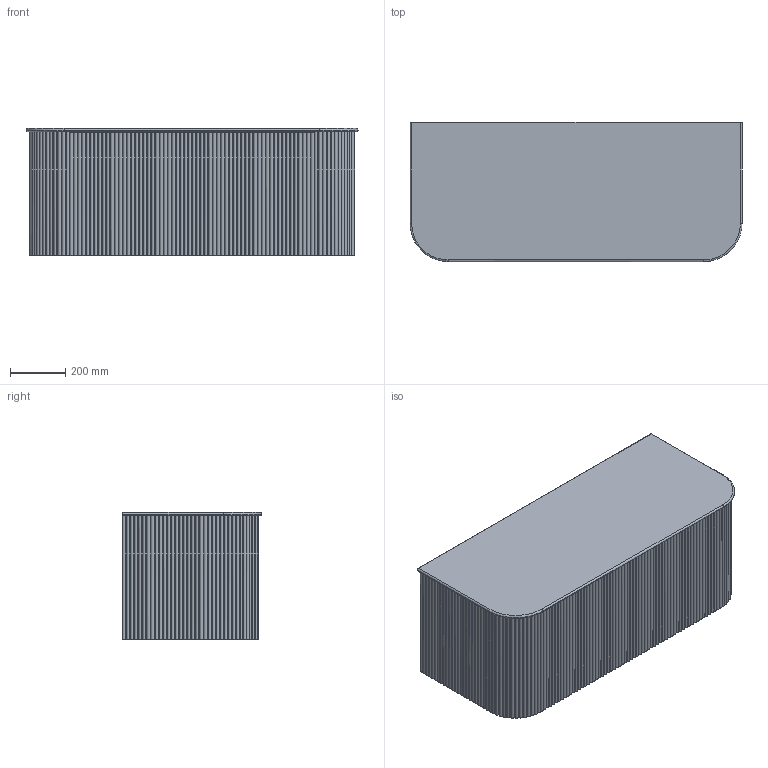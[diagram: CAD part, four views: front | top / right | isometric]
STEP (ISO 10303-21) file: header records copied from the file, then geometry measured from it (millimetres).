
FILE_DESCRIPTION(/* description */ (''),/* implementation_level */ '2;1');
FILE_NAME(/* name */ 'Kado Neue Fluted Double Curve 1200 (12MM)',/* time_stamp */ '2025-07-09T15:05:33+10:00',/* author */ (''),/* organization */ (''),/* preprocessor_version */ 'ST-DEVELOPER v16.5',/* originating_system */ '',/* authorisation */ '');
FILE_SCHEMA (('AUTOMOTIVE_DESIGN'));
Length unit declared in the file: millimetre
Products named in the file (12): Document; Kado Neue Fluted Double Curve 1200 (12MM); Kado Neue Fluted Double Curve ALL BENCHTOPS; Kado Neue Fluted Double Curve Benchtop (12MM) ALL; Kado Neue Fluted Double Curve 1200 Benchtop (12MM)2; Kado Neue Fluted Double Curve 1200 Benchtop (12MM); Kado Neue Fluted Double Curve ALL; Kado Neue Fluted Double Curve 1200; Kado Neue Fluted Panel 4431; Kado Neue Fluted Panel 443; Kado Neue Fluted End; Kado Neue Fluted Carcass 1200
Assembly tree (13 placements, depth 6):
  Document
    Kado Neue Fluted Double Curve 1200 (12MM)
      Kado Neue Fluted Double Curve ALL BENCHTOPS
        Kado Neue Fluted Double Curve Benchtop (12MM) ALL
          Kado Neue Fluted Double Curve 1200 Benchtop (12MM)2
            Kado Neue Fluted Double Curve 1200 Benchtop (12MM)
      Kado Neue Fluted Double Curve ALL
        Kado Neue Fluted Double Curve 1200
          Kado Neue Fluted Panel 4431  x2
            Kado Neue Fluted Panel 443
          Kado Neue Fluted End  x2
          Kado Neue Fluted Carcass 1200
Bounding box: 1207 x 506.05 x 462 mm (x, y, z)
Volume: 95621614.4 mm3; surface area: 7445281.3 mm2
Topology: 12 solids, 12 shells, 653 faces, 1877 edges, 1248 vertices
Faces by surface type: cylinder 436, plane 209, bspline 8
Entity records: 11135 total; most frequent: CARTESIAN_POINT 4386, ORIENTED_EDGE 1978, EDGE_CURVE 989, VERTEX_POINT 656, B_SPLINE_CURVE_WITH_KNOTS 533, DIRECTION 401, AXIS2_PLACEMENT_3D 372, ADVANCED_FACE 351
